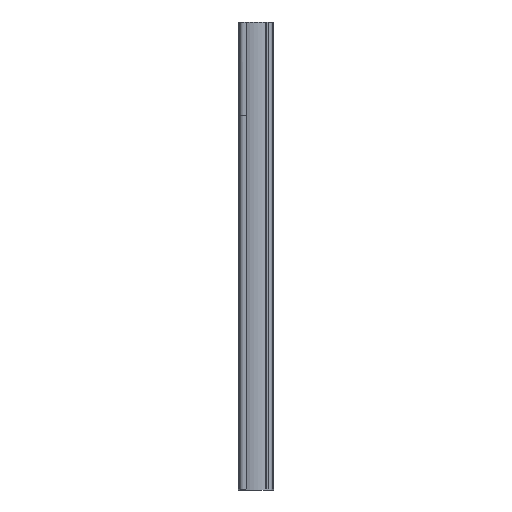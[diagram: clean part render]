
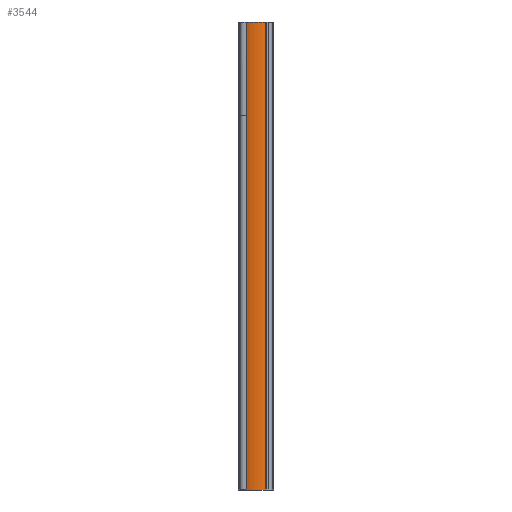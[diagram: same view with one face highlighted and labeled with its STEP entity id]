
A CAD part, front view. The second image highlights one B-rep face of the part: STEP entity #3544.
In plain terms, the highlighted cylindrical face has radius 60 mm (diameter 120 mm), a partial arc.
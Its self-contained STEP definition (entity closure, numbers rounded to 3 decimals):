
#18 = DIRECTION ( 'NONE',  ( 0., 0., 1. ) ) ;
#22 = DIRECTION ( 'NONE',  ( 0., 0., -1. ) ) ;
#79 = ORIENTED_EDGE ( 'NONE', *, *, #340, .F. ) ;
#105 = CIRCLE ( 'NONE', #1077, 60. ) ;
#127 = ORIENTED_EDGE ( 'NONE', *, *, #1789, .T. ) ;
#223 = EDGE_CURVE ( 'NONE', #1391, #1048, #3049, .T. ) ;
#340 = EDGE_CURVE ( 'NONE', #530, #1391, #3669, .T. ) ;
#443 = ORIENTED_EDGE ( 'NONE', *, *, #2077, .F. ) ;
#510 = ORIENTED_EDGE ( 'NONE', *, *, #223, .F. ) ;
#530 = VERTEX_POINT ( 'NONE', #1927 ) ;
#637 = DIRECTION ( 'NONE',  ( 0., 0., -1. ) ) ;
#1016 = LINE ( 'NONE', #3468, #1635 ) ;
#1048 = VERTEX_POINT ( 'NONE', #1274 ) ;
#1077 = AXIS2_PLACEMENT_3D ( 'NONE', #1860, #637, #1878 ) ;
#1144 = CYLINDRICAL_SURFACE ( 'NONE', #1755, 60. ) ;
#1274 = CARTESIAN_POINT ( 'NONE',  ( -20.723, -56.308, 22. ) ) ;
#1391 = VERTEX_POINT ( 'NONE', #3952 ) ;
#1417 = VECTOR ( 'NONE', #3571, 1000. ) ;
#1516 = DIRECTION ( 'NONE',  ( 0., 0., 1. ) ) ;
#1635 = VECTOR ( 'NONE', #18, 1000. ) ;
#1715 = CARTESIAN_POINT ( 'NONE',  ( 20.723, -56.308, 22. ) ) ;
#1744 = DIRECTION ( 'NONE',  ( 0., 0., 1. ) ) ;
#1755 = AXIS2_PLACEMENT_3D ( 'NONE', #2389, #1516, #2124 ) ;
#1789 = EDGE_CURVE ( 'NONE', #2109, #3354, #105, .T. ) ;
#1824 = AXIS2_PLACEMENT_3D ( 'NONE', #2484, #22, #2776 ) ;
#1860 = CARTESIAN_POINT ( 'NONE',  ( 0., 0., 222. ) ) ;
#1878 = DIRECTION ( 'NONE',  ( -1., 0., 0. ) ) ;
#1927 = CARTESIAN_POINT ( 'NONE',  ( 20.723, -56.308, -778. ) ) ;
#2077 = EDGE_CURVE ( 'NONE', #1048, #3354, #1016, .T. ) ;
#2109 = VERTEX_POINT ( 'NONE', #3195 ) ;
#2124 = DIRECTION ( 'NONE',  ( 1., 0., 0. ) ) ;
#2280 = CARTESIAN_POINT ( 'NONE',  ( -20.723, -56.308, -778. ) ) ;
#2361 = CARTESIAN_POINT ( 'NONE',  ( -20.723, -56.308, 222. ) ) ;
#2389 = CARTESIAN_POINT ( 'NONE',  ( 0., 0., 22. ) ) ;
#2484 = CARTESIAN_POINT ( 'NONE',  ( 0., 0., -778. ) ) ;
#2561 = ORIENTED_EDGE ( 'NONE', *, *, #2696, .T. ) ;
#2682 = VECTOR ( 'NONE', #1744, 1000. ) ;
#2696 = EDGE_CURVE ( 'NONE', #530, #2109, #3984, .T. ) ;
#2776 = DIRECTION ( 'NONE',  ( -1., 0., 0. ) ) ;
#3049 = LINE ( 'NONE', #2280, #1417 ) ;
#3195 = CARTESIAN_POINT ( 'NONE',  ( 20.723, -56.308, 222. ) ) ;
#3259 = FACE_OUTER_BOUND ( 'NONE', #3682, .T. ) ;
#3354 = VERTEX_POINT ( 'NONE', #2361 ) ;
#3468 = CARTESIAN_POINT ( 'NONE',  ( -20.723, -56.308, 22. ) ) ;
#3544 = ADVANCED_FACE ( 'NONE', ( #3259 ), #1144, .T. ) ;
#3571 = DIRECTION ( 'NONE',  ( 0., 0., 1. ) ) ;
#3669 = CIRCLE ( 'NONE', #1824, 60. ) ;
#3682 = EDGE_LOOP ( 'NONE', ( #127, #443, #510, #79, #2561 ) ) ;
#3952 = CARTESIAN_POINT ( 'NONE',  ( -20.723, -56.308, -778. ) ) ;
#3984 = LINE ( 'NONE', #1715, #2682 ) ;
